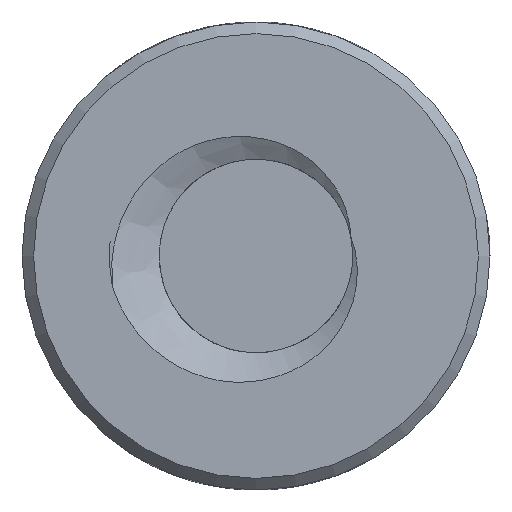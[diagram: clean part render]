
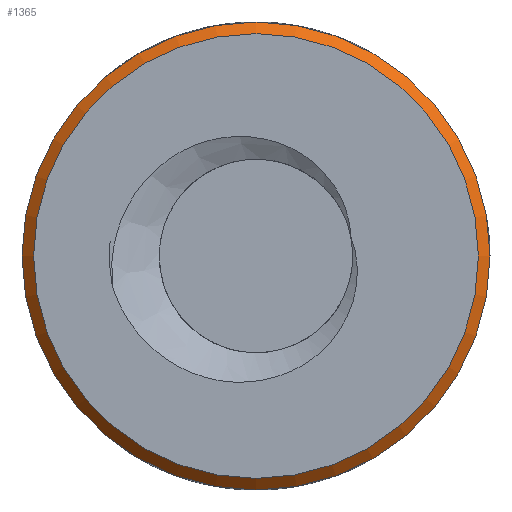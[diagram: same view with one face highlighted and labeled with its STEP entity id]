
A CAD part, left-side view. The second image highlights one B-rep face of the part: STEP entity #1365.
In plain terms, the highlighted conical face has half-angle 45 degrees and reference radius 6.05 mm.
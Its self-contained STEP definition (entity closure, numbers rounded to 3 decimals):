
#21 = EDGE_CURVE('',#22,#22,#24,.T.);
#22 = VERTEX_POINT('',#23);
#23 = CARTESIAN_POINT('',(-9.375,0.,5.75));
#24 = SURFACE_CURVE('',#25,(#30,#42),.PCURVE_S1.);
#25 = CIRCLE('',#26,5.75);
#26 = AXIS2_PLACEMENT_3D('',#27,#28,#29);
#27 = CARTESIAN_POINT('',(-9.375,0.,0.));
#28 = DIRECTION('',(1.,0.,-0.));
#29 = DIRECTION('',(0.,0.,1.));
#30 = PCURVE('',#31,#36);
#31 = PLANE('',#32);
#32 = AXIS2_PLACEMENT_3D('',#33,#34,#35);
#33 = CARTESIAN_POINT('',(-9.375,0.,0.));
#34 = DIRECTION('',(1.,0.,0.));
#35 = DIRECTION('',(0.,0.,1.));
#36 = DEFINITIONAL_REPRESENTATION('',(#37),#41);
#37 = CIRCLE('',#38,5.75);
#38 = AXIS2_PLACEMENT_2D('',#39,#40);
#39 = CARTESIAN_POINT('',(0.,0.));
#40 = DIRECTION('',(1.,-0.));
#41 = ( GEOMETRIC_REPRESENTATION_CONTEXT(2) 
PARAMETRIC_REPRESENTATION_CONTEXT() REPRESENTATION_CONTEXT('2D SPACE',''
  ) );
#42 = PCURVE('',#43,#48);
#43 = CONICAL_SURFACE('',#44,6.05,0.785);
#44 = AXIS2_PLACEMENT_3D('',#45,#46,#47);
#45 = CARTESIAN_POINT('',(-9.075,0.,0.));
#46 = DIRECTION('',(1.,0.,0.));
#47 = DIRECTION('',(0.,0.,1.));
#48 = DEFINITIONAL_REPRESENTATION('',(#49),#53);
#49 = LINE('',#50,#51);
#50 = CARTESIAN_POINT('',(0.,-0.3));
#51 = VECTOR('',#52,1.);
#52 = DIRECTION('',(1.,0.));
#53 = ( GEOMETRIC_REPRESENTATION_CONTEXT(2) 
PARAMETRIC_REPRESENTATION_CONTEXT() REPRESENTATION_CONTEXT('2D SPACE',''
  ) );
#1365 = ADVANCED_FACE('',(#1366),#43,.T.);
#1366 = FACE_BOUND('',#1367,.T.);
#1367 = EDGE_LOOP('',(#1368,#1389,#1390,#1391));
#1368 = ORIENTED_EDGE('',*,*,#1369,.F.);
#1369 = EDGE_CURVE('',#22,#1370,#1372,.T.);
#1370 = VERTEX_POINT('',#1371);
#1371 = CARTESIAN_POINT('',(-9.075,0.,6.05));
#1372 = SEAM_CURVE('',#1373,(#1377,#1383),.PCURVE_S1.);
#1373 = LINE('',#1374,#1375);
#1374 = CARTESIAN_POINT('',(-9.075,0.,6.05));
#1375 = VECTOR('',#1376,1.);
#1376 = DIRECTION('',(0.707,0.,0.707));
#1377 = PCURVE('',#43,#1378);
#1378 = DEFINITIONAL_REPRESENTATION('',(#1379),#1382);
#1379 = B_SPLINE_CURVE_WITH_KNOTS('',1,(#1380,#1381),.UNSPECIFIED.,.F.,
  .F.,(2,2),(-0.424,0.),.PIECEWISE_BEZIER_KNOTS.);
#1380 = CARTESIAN_POINT('',(0.,-0.3));
#1381 = CARTESIAN_POINT('',(0.,0.));
#1382 = ( GEOMETRIC_REPRESENTATION_CONTEXT(2) 
PARAMETRIC_REPRESENTATION_CONTEXT() REPRESENTATION_CONTEXT('2D SPACE',''
  ) );
#1383 = PCURVE('',#43,#1384);
#1384 = DEFINITIONAL_REPRESENTATION('',(#1385),#1388);
#1385 = B_SPLINE_CURVE_WITH_KNOTS('',1,(#1386,#1387),.UNSPECIFIED.,.F.,
  .F.,(2,2),(-0.424,0.),.PIECEWISE_BEZIER_KNOTS.);
#1386 = CARTESIAN_POINT('',(6.283,-0.3));
#1387 = CARTESIAN_POINT('',(6.283,0.));
#1388 = ( GEOMETRIC_REPRESENTATION_CONTEXT(2) 
PARAMETRIC_REPRESENTATION_CONTEXT() REPRESENTATION_CONTEXT('2D SPACE',''
  ) );
#1389 = ORIENTED_EDGE('',*,*,#21,.T.);
#1390 = ORIENTED_EDGE('',*,*,#1369,.T.);
#1391 = ORIENTED_EDGE('',*,*,#1392,.F.);
#1392 = EDGE_CURVE('',#1370,#1370,#1393,.T.);
#1393 = SURFACE_CURVE('',#1394,(#1399,#1406),.PCURVE_S1.);
#1394 = CIRCLE('',#1395,6.05);
#1395 = AXIS2_PLACEMENT_3D('',#1396,#1397,#1398);
#1396 = CARTESIAN_POINT('',(-9.075,0.,0.));
#1397 = DIRECTION('',(1.,0.,-0.));
#1398 = DIRECTION('',(0.,0.,1.));
#1399 = PCURVE('',#43,#1400);
#1400 = DEFINITIONAL_REPRESENTATION('',(#1401),#1405);
#1401 = LINE('',#1402,#1403);
#1402 = CARTESIAN_POINT('',(0.,0.));
#1403 = VECTOR('',#1404,1.);
#1404 = DIRECTION('',(1.,0.));
#1405 = ( GEOMETRIC_REPRESENTATION_CONTEXT(2) 
PARAMETRIC_REPRESENTATION_CONTEXT() REPRESENTATION_CONTEXT('2D SPACE',''
  ) );
#1406 = PCURVE('',#1407,#1412);
#1407 = CYLINDRICAL_SURFACE('',#1408,6.05);
#1408 = AXIS2_PLACEMENT_3D('',#1409,#1410,#1411);
#1409 = CARTESIAN_POINT('',(-9.375,0.,0.));
#1410 = DIRECTION('',(1.,0.,0.));
#1411 = DIRECTION('',(0.,0.,1.));
#1412 = DEFINITIONAL_REPRESENTATION('',(#1413),#1417);
#1413 = LINE('',#1414,#1415);
#1414 = CARTESIAN_POINT('',(0.,0.3));
#1415 = VECTOR('',#1416,1.);
#1416 = DIRECTION('',(1.,0.));
#1417 = ( GEOMETRIC_REPRESENTATION_CONTEXT(2) 
PARAMETRIC_REPRESENTATION_CONTEXT() REPRESENTATION_CONTEXT('2D SPACE',''
  ) );
